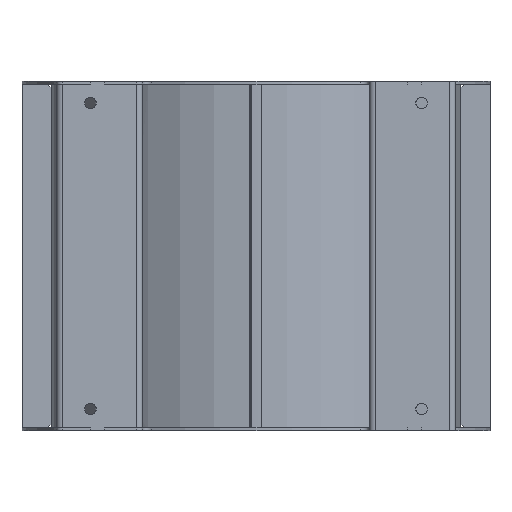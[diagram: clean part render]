
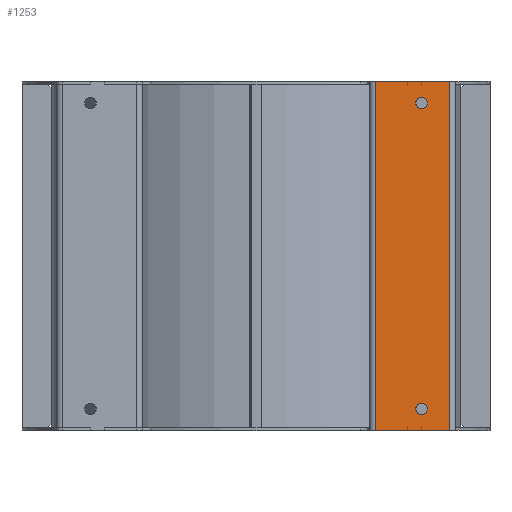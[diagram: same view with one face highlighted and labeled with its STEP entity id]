
A CAD part, front view. The second image highlights one B-rep face of the part: STEP entity #1253.
In plain terms, the highlighted planar face has unit normal (0, -1, 0).
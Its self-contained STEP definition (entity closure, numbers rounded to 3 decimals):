
#1253=ADVANCED_FACE('',(#10893,#10895,#10897),#10899,.T.);
#10893=FACE_BOUND('',#10894,.T.);
#10894=EDGE_LOOP('',(#19286,#19287,#19288,#19289,#19290,#19291,#19292,#19293,#19294,
#19295,#19296,#19297,#19298,#19299,#19300,#19301,#19302,#19303,#19304,#19305));
#10895=FACE_BOUND('',#10896,.T.);
#10896=EDGE_LOOP('',(#19306));
#10897=FACE_BOUND('',#10898,.T.);
#10898=EDGE_LOOP('',(#19307));
#10899=PLANE('',#10900);
#10900=AXIS2_PLACEMENT_3D('',#10901,#10902,#10903);
#10901=CARTESIAN_POINT('',(230.202,-335.,4.));
#10902=DIRECTION('',(0.,-1.,0.));
#10903=DIRECTION('',(-1.,0.,0.));
#19286=ORIENTED_EDGE('',*,*,#24938,.F.);
#19287=ORIENTED_EDGE('',*,*,#24939,.T.);
#19288=ORIENTED_EDGE('',*,*,#24940,.T.);
#19289=ORIENTED_EDGE('',*,*,#24941,.F.);
#19290=ORIENTED_EDGE('',*,*,#24623,.F.);
#19291=ORIENTED_EDGE('',*,*,#24824,.T.);
#19292=ORIENTED_EDGE('',*,*,#24942,.T.);
#19293=ORIENTED_EDGE('',*,*,#24943,.T.);
#19294=ORIENTED_EDGE('',*,*,#24944,.F.);
#19295=ORIENTED_EDGE('',*,*,#24945,.F.);
#19296=ORIENTED_EDGE('',*,*,#24946,.T.);
#19297=ORIENTED_EDGE('',*,*,#24828,.T.);
#19298=ORIENTED_EDGE('',*,*,#24619,.F.);
#19299=ORIENTED_EDGE('',*,*,#24937,.T.);
#19300=ORIENTED_EDGE('',*,*,#24947,.T.);
#19301=ORIENTED_EDGE('',*,*,#24948,.T.);
#19302=ORIENTED_EDGE('',*,*,#24949,.F.);
#19303=ORIENTED_EDGE('',*,*,#24950,.T.);
#19304=ORIENTED_EDGE('',*,*,#24951,.F.);
#19305=ORIENTED_EDGE('',*,*,#24952,.F.);
#19306=ORIENTED_EDGE('',*,*,#24953,.T.);
#19307=ORIENTED_EDGE('',*,*,#24954,.T.);
#24619=EDGE_CURVE('',#27770,#27772,#27773,.T.);
#24623=EDGE_CURVE('',#27778,#27780,#27781,.T.);
#24824=EDGE_CURVE('',#27778,#28149,#28151,.F.);
#24828=EDGE_CURVE('',#28154,#27772,#28156,.F.);
#24937=EDGE_CURVE('',#27770,#28282,#28284,.T.);
#24938=EDGE_CURVE('',#28285,#28286,#28287,.T.);
#24939=EDGE_CURVE('',#28285,#28288,#28289,.F.);
#24940=EDGE_CURVE('',#28288,#28290,#28291,.T.);
#24941=EDGE_CURVE('',#27780,#28290,#28292,.T.);
#24942=EDGE_CURVE('',#28149,#28293,#28294,.T.);
#24943=EDGE_CURVE('',#28293,#28295,#28296,.T.);
#24944=EDGE_CURVE('',#28297,#28295,#28298,.T.);
#24945=EDGE_CURVE('',#28299,#28297,#28300,.T.);
#24946=EDGE_CURVE('',#28299,#28154,#28301,.T.);
#24947=EDGE_CURVE('',#28282,#28302,#28303,.T.);
#24948=EDGE_CURVE('',#28302,#28304,#28305,.F.);
#24949=EDGE_CURVE('',#28306,#28304,#28307,.T.);
#24950=EDGE_CURVE('',#28306,#28308,#28309,.T.);
#24951=EDGE_CURVE('',#28310,#28308,#28311,.T.);
#24952=EDGE_CURVE('',#28286,#28310,#28312,.T.);
#24953=EDGE_CURVE('',#28313,#28313,#28314,.T.);
#24954=EDGE_CURVE('',#28315,#28315,#28316,.T.);
#27770=VERTEX_POINT('',#33070);
#27772=VERTEX_POINT('',#33075);
#27773=LINE('',#33076,#33077);
#27778=VERTEX_POINT('',#33087);
#27780=VERTEX_POINT('',#33091);
#27781=LINE('',#33092,#33093);
#28149=VERTEX_POINT('',#33906);
#28151=LINE('',#33910,#33911);
#28154=VERTEX_POINT('',#33919);
#28156=LINE('',#33923,#33924);
#28282=VERTEX_POINT('',#34266);
#28284=LINE('',#34271,#34272);
#28285=VERTEX_POINT('',#34274);
#28286=VERTEX_POINT('',#34275);
#28287=LINE('',#34276,#34277);
#28288=VERTEX_POINT('',#34279);
#28289=LINE('',#34280,#34281);
#28290=VERTEX_POINT('',#34283);
#28291=LINE('',#34284,#34285);
#28292=LINE('',#34287,#34288);
#28293=VERTEX_POINT('',#34290);
#28294=LINE('',#34291,#34292);
#28295=VERTEX_POINT('',#34294);
#28296=LINE('',#34295,#34296);
#28297=VERTEX_POINT('',#34298);
#28298=LINE('',#34299,#34300);
#28299=VERTEX_POINT('',#34302);
#28300=LINE('',#34303,#34304);
#28301=LINE('',#34306,#34307);
#28302=VERTEX_POINT('',#34309);
#28303=LINE('',#34310,#34311);
#28304=VERTEX_POINT('',#34313);
#28305=LINE('',#34314,#34315);
#28306=VERTEX_POINT('',#34317);
#28307=LINE('',#34318,#34319);
#28308=VERTEX_POINT('',#34321);
#28309=LINE('',#34322,#34323);
#28310=VERTEX_POINT('',#34325);
#28311=LINE('',#34326,#34327);
#28312=LINE('',#34329,#34330);
#28313=VERTEX_POINT('',#34332);
#28314=CIRCLE('',#34333,8.);
#28315=VERTEX_POINT('',#34337);
#28316=CIRCLE('',#34338,8.);
#33070=CARTESIAN_POINT('',(165.412,-335.,485.));
#33075=CARTESIAN_POINT('',(210.,-335.,485.));
#33076=CARTESIAN_POINT('',(165.412,-335.,485.));
#33077=VECTOR('',#33078,1.);
#33078=DIRECTION('',(1.,0.,0.));
#33087=CARTESIAN_POINT('',(230.4,-335.,485.));
#33091=CARTESIAN_POINT('',(269.412,-335.,485.));
#33092=CARTESIAN_POINT('',(230.4,-335.,485.));
#33093=VECTOR('',#33094,1.);
#33094=DIRECTION('',(1.,0.,0.));
#33906=CARTESIAN_POINT('',(230.4,-335.,481.));
#33910=CARTESIAN_POINT('',(230.4,-335.,481.));
#33911=VECTOR('',#33912,1.);
#33912=DIRECTION('',(0.,0.,1.));
#33919=CARTESIAN_POINT('',(210.,-335.,481.));
#33923=CARTESIAN_POINT('',(210.,-335.,485.));
#33924=VECTOR('',#33925,1.);
#33925=DIRECTION('',(0.,0.,-1.));
#34266=CARTESIAN_POINT('',(165.412,-335.,0.));
#34271=CARTESIAN_POINT('',(165.412,-335.,485.));
#34272=VECTOR('',#34273,1.);
#34273=DIRECTION('',(0.,0.,-1.));
#34274=CARTESIAN_POINT('',(230.4,-335.,4.));
#34275=CARTESIAN_POINT('',(230.202,-335.,4.));
#34276=CARTESIAN_POINT('',(230.4,-335.,4.));
#34277=VECTOR('',#34278,1.);
#34278=DIRECTION('',(-1.,0.,0.));
#34279=CARTESIAN_POINT('',(230.4,-335.,0.));
#34280=CARTESIAN_POINT('',(230.4,-335.,0.));
#34281=VECTOR('',#34282,1.);
#34282=DIRECTION('',(0.,0.,1.));
#34283=CARTESIAN_POINT('',(269.412,-335.,0.));
#34284=CARTESIAN_POINT('',(230.4,-335.,0.));
#34285=VECTOR('',#34286,1.);
#34286=DIRECTION('',(1.,0.,0.));
#34287=CARTESIAN_POINT('',(269.412,-335.,485.));
#34288=VECTOR('',#34289,1.);
#34289=DIRECTION('',(0.,0.,-1.));
#34290=CARTESIAN_POINT('',(230.202,-335.,481.));
#34291=CARTESIAN_POINT('',(230.4,-335.,481.));
#34292=VECTOR('',#34293,1.);
#34293=DIRECTION('',(-1.,0.,0.));
#34294=CARTESIAN_POINT('',(230.202,-335.,485.));
#34295=CARTESIAN_POINT('',(230.202,-335.,481.));
#34296=VECTOR('',#34297,1.);
#34297=DIRECTION('',(0.,0.,1.));
#34298=CARTESIAN_POINT('',(210.202,-335.,485.));
#34299=CARTESIAN_POINT('',(210.202,-335.,485.));
#34300=VECTOR('',#34301,1.);
#34301=DIRECTION('',(1.,0.,0.));
#34302=CARTESIAN_POINT('',(210.202,-335.,481.));
#34303=CARTESIAN_POINT('',(210.202,-335.,481.));
#34304=VECTOR('',#34305,1.);
#34305=DIRECTION('',(0.,0.,1.));
#34306=CARTESIAN_POINT('',(210.202,-335.,481.));
#34307=VECTOR('',#34308,1.);
#34308=DIRECTION('',(-1.,0.,0.));
#34309=CARTESIAN_POINT('',(210.,-335.,0.));
#34310=CARTESIAN_POINT('',(165.412,-335.,0.));
#34311=VECTOR('',#34312,1.);
#34312=DIRECTION('',(1.,0.,0.));
#34313=CARTESIAN_POINT('',(210.,-335.,4.));
#34314=CARTESIAN_POINT('',(210.,-335.,4.));
#34315=VECTOR('',#34316,1.);
#34316=DIRECTION('',(0.,0.,-1.));
#34317=CARTESIAN_POINT('',(210.202,-335.,4.));
#34318=CARTESIAN_POINT('',(210.202,-335.,4.));
#34319=VECTOR('',#34320,1.);
#34320=DIRECTION('',(-1.,0.,0.));
#34321=CARTESIAN_POINT('',(210.202,-335.,0.));
#34322=CARTESIAN_POINT('',(210.202,-335.,4.));
#34323=VECTOR('',#34324,1.);
#34324=DIRECTION('',(0.,0.,-1.));
#34325=CARTESIAN_POINT('',(230.202,-335.,0.));
#34326=CARTESIAN_POINT('',(230.202,-335.,0.));
#34327=VECTOR('',#34328,1.);
#34328=DIRECTION('',(-1.,0.,0.));
#34329=CARTESIAN_POINT('',(230.202,-335.,4.));
#34330=VECTOR('',#34331,1.);
#34331=DIRECTION('',(0.,0.,-1.));
#34332=CARTESIAN_POINT('',(222.002,-335.,30.));
#34333=AXIS2_PLACEMENT_3D('',#34334,#34335,#34336);
#34334=CARTESIAN_POINT('',(230.002,-335.,30.));
#34335=DIRECTION('',(0.,1.,0.));
#34336=DIRECTION('',(-1.,0.,0.));
#34337=CARTESIAN_POINT('',(222.002,-335.,455.));
#34338=AXIS2_PLACEMENT_3D('',#34339,#34340,#34341);
#34339=CARTESIAN_POINT('',(230.002,-335.,455.));
#34340=DIRECTION('',(0.,1.,0.));
#34341=DIRECTION('',(-1.,0.,0.));
